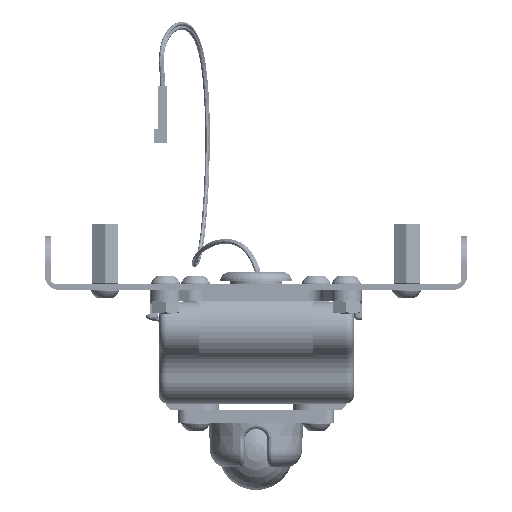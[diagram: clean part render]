
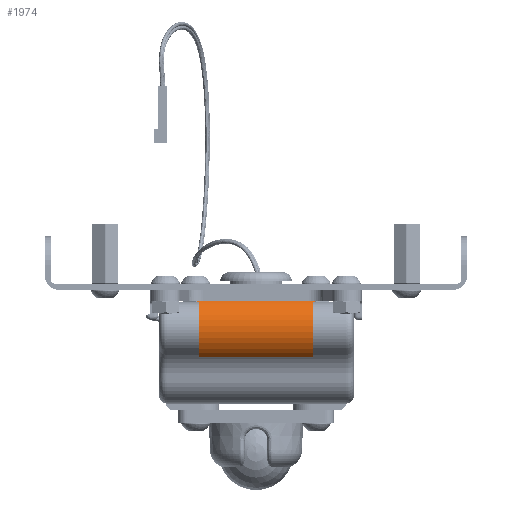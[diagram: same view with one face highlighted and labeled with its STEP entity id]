
A CAD part, front view. The second image highlights one B-rep face of the part: STEP entity #1974.
In plain terms, the highlighted cylindrical face has radius 9.35 mm (diameter 18.7 mm), a partial arc.
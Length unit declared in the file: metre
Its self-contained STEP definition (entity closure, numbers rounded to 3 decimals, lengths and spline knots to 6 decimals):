
#1974 = ADVANCED_FACE( '', ( #4351 ), #4352, .T. );
#4351 = FACE_OUTER_BOUND( '', #8666, .T. );
#4352 = CYLINDRICAL_SURFACE( '', #8667, 0.00935 );
#8666 = EDGE_LOOP( '', ( #14112, #14113, #14114, #14115, #14116, #14117, #14118, #14119, #14120, #14121 ) );
#8667 = AXIS2_PLACEMENT_3D( '', #14122, #14123, #14124 );
#14112 = ORIENTED_EDGE( '', *, *, #16158, .F. );
#14113 = ORIENTED_EDGE( '', *, *, #17706, .F. );
#14114 = ORIENTED_EDGE( '', *, *, #17707, .F. );
#14115 = ORIENTED_EDGE( '', *, *, #17301, .F. );
#14116 = ORIENTED_EDGE( '', *, *, #16279, .F. );
#14117 = ORIENTED_EDGE( '', *, *, #17384, .F. );
#14118 = ORIENTED_EDGE( '', *, *, #17057, .F. );
#14119 = ORIENTED_EDGE( '', *, *, #17305, .F. );
#14120 = ORIENTED_EDGE( '', *, *, #17708, .F. );
#14121 = ORIENTED_EDGE( '', *, *, #17709, .F. );
#14122 = CARTESIAN_POINT( '', ( 0.051, 0.01335, 0.00885 ) );
#14123 = DIRECTION( '', ( 1., 0., 0. ) );
#14124 = DIRECTION( '', ( 0., -0.5, 0.866 ) );
#16158 = EDGE_CURVE( '', #18261, #18263, #18264, .T. );
#16279 = EDGE_CURVE( '', #18473, #18475, #18476, .T. );
#17057 = EDGE_CURVE( '', #19794, #19796, #19797, .T. );
#17301 = EDGE_CURVE( '', #18475, #20162, #20163, .T. );
#17305 = EDGE_CURVE( '', #20168, #19794, #20170, .T. );
#17384 = EDGE_CURVE( '', #19796, #18473, #20289, .T. );
#17706 = EDGE_CURVE( '', #20805, #18261, #20806, .T. );
#17707 = EDGE_CURVE( '', #20162, #20805, #20807, .T. );
#17708 = EDGE_CURVE( '', #20808, #20168, #20809, .T. );
#17709 = EDGE_CURVE( '', #18263, #20808, #20810, .T. );
#18261 = VERTEX_POINT( '', #21706 );
#18263 = VERTEX_POINT( '', #21708 );
#18264 = LINE( '', #21709, #21710 );
#18473 = VERTEX_POINT( '', #22055 );
#18475 = VERTEX_POINT( '', #22058 );
#18476 = B_SPLINE_CURVE_WITH_KNOTS( '', 3, ( #22059, #22060, #22061, #22062 ), .UNSPECIFIED., .F., .F., ( 4, 4 ), ( 0., 1. ), .UNSPECIFIED. );
#19794 = VERTEX_POINT( '', #25988 );
#19796 = VERTEX_POINT( '', #25990 );
#19797 = B_SPLINE_CURVE_WITH_KNOTS( '', 3, ( #25991, #25992, #25993, #25994 ), .UNSPECIFIED., .F., .F., ( 4, 4 ), ( 0., 1. ), .UNSPECIFIED. );
#20162 = VERTEX_POINT( '', #26715 );
#20163 = LINE( '', #26716, #26717 );
#20168 = VERTEX_POINT( '', #26724 );
#20170 = LINE( '', #26727, #26728 );
#20289 = B_SPLINE_CURVE_WITH_KNOTS( '', 1, ( #26967, #26968 ), .UNSPECIFIED., .F., .F., ( 2, 2 ), ( 0., 1. ), .UNSPECIFIED. );
#20805 = VERTEX_POINT( '', #27869 );
#20806 = CIRCLE( '', #27870, 0.00935 );
#20807 = B_SPLINE_CURVE_WITH_KNOTS( '', 3, ( #27871, #27872, #27873, #27874, #27875, #27876, #27877, #27878, #27879, #27880, #27881, #27882, #27883, #27884, #27885, #27886 ), .UNSPECIFIED., .F., .F., ( 4, 1, 1, 1, 1, 1, 1, 1, 1, 1, 1, 1, 1, 4 ), ( 0., 0.03529, 0.071071, 0.107593, 0.14509, 0.183779, 0.223858, 0.328668, 0.450339, 0.569868, 0.725921, 0.863584, 0.954961, 1. ), .UNSPECIFIED. );
#20808 = VERTEX_POINT( '', #27887 );
#20809 = B_SPLINE_CURVE_WITH_KNOTS( '', 3, ( #27888, #27889, #27890, #27891, #27892, #27893, #27894, #27895, #27896, #27897, #27898, #27899, #27900, #27901 ), .UNSPECIFIED., .F., .F., ( 4, 1, 1, 1, 1, 1, 1, 1, 1, 1, 1, 4 ), ( 0., 0.051221, 0.135545, 0.252952, 0.397549, 0.508116, 0.549802, 0.672363, 0.777864, 0.85665, 0.930101, 1. ), .UNSPECIFIED. );
#20810 = CIRCLE( '', #27902, 0.00935 );
#21706 = CARTESIAN_POINT( '', ( 0.021, 0.007739, 0.016329 ) );
#21708 = CARTESIAN_POINT( '', ( 0.051, 0.007739, 0.016329 ) );
#21709 = CARTESIAN_POINT( '', ( 0.051, 0.007739, 0.016329 ) );
#21710 = VECTOR( '', #29124, 1. );
#22055 = CARTESIAN_POINT( '', ( 0.022, 0.007571, 0.0015 ) );
#22058 = CARTESIAN_POINT( '', ( 0.021953, 0.007571, 0.0015 ) );
#22059 = CARTESIAN_POINT( '', ( 0.022, 0.007571, 0.0015 ) );
#22060 = CARTESIAN_POINT( '', ( 0.021984, 0.007571, 0.0015 ) );
#22061 = CARTESIAN_POINT( '', ( 0.021969, 0.007571, 0.0015 ) );
#22062 = CARTESIAN_POINT( '', ( 0.021953, 0.007571, 0.0015 ) );
#25988 = CARTESIAN_POINT( '', ( 0.050047, 0.007571, 0.0015 ) );
#25990 = CARTESIAN_POINT( '', ( 0.05, 0.007571, 0.0015 ) );
#25991 = CARTESIAN_POINT( '', ( 0.050047, 0.007571, 0.0015 ) );
#25992 = CARTESIAN_POINT( '', ( 0.050031, 0.007571, 0.0015 ) );
#25993 = CARTESIAN_POINT( '', ( 0.050016, 0.007571, 0.0015 ) );
#25994 = CARTESIAN_POINT( '', ( 0.05, 0.007571, 0.0015 ) );
#26715 = CARTESIAN_POINT( '', ( 0.02, 0.007571, 0.0015 ) );
#26716 = CARTESIAN_POINT( '', ( 0.051, 0.007571, 0.0015 ) );
#26717 = VECTOR( '', #30467, 1. );
#26724 = CARTESIAN_POINT( '', ( 0.052, 0.007571, 0.0015 ) );
#26727 = CARTESIAN_POINT( '', ( 0.051, 0.007571, 0.0015 ) );
#26728 = VECTOR( '', #30471, 1. );
#26967 = CARTESIAN_POINT( '', ( 0.05, 0.007571, 0.0015 ) );
#26968 = CARTESIAN_POINT( '', ( 0.022, 0.007571, 0.0015 ) );
#27869 = CARTESIAN_POINT( '', ( 0.021, 0.006487, 0.0025 ) );
#27870 = AXIS2_PLACEMENT_3D( '', #31131, #31132, #31133 );
#27871 = CARTESIAN_POINT( '', ( 0.02, 0.00757, 0.0015 ) );
#27872 = CARTESIAN_POINT( '', ( 0.020023, 0.007569, 0.0015 ) );
#27873 = CARTESIAN_POINT( '', ( 0.020069, 0.007568, 0.001501 ) );
#27874 = CARTESIAN_POINT( '', ( 0.020138, 0.007559, 0.001509 ) );
#27875 = CARTESIAN_POINT( '', ( 0.020207, 0.007544, 0.001521 ) );
#27876 = CARTESIAN_POINT( '', ( 0.020275, 0.007523, 0.001538 ) );
#27877 = CARTESIAN_POINT( '', ( 0.020342, 0.007496, 0.00156 ) );
#27878 = CARTESIAN_POINT( '', ( 0.020443, 0.007445, 0.0016 ) );
#27879 = CARTESIAN_POINT( '', ( 0.020573, 0.007355, 0.001674 ) );
#27880 = CARTESIAN_POINT( '', ( 0.020712, 0.00722, 0.00179 ) );
#27881 = CARTESIAN_POINT( '', ( 0.020836, 0.007049, 0.00194 ) );
#27882 = CARTESIAN_POINT( '', ( 0.02093, 0.006865, 0.002113 ) );
#27883 = CARTESIAN_POINT( '', ( 0.020981, 0.006691, 0.002286 ) );
#27884 = CARTESIAN_POINT( '', ( 0.020998, 0.006568, 0.002414 ) );
#27885 = CARTESIAN_POINT( '', ( 0.021, 0.006507, 0.002479 ) );
#27886 = CARTESIAN_POINT( '', ( 0.021, 0.006487, 0.0025 ) );
#27887 = CARTESIAN_POINT( '', ( 0.051, 0.006487, 0.0025 ) );
#27888 = CARTESIAN_POINT( '', ( 0.051, 0.006487, 0.0025 ) );
#27889 = CARTESIAN_POINT( '', ( 0.051001, 0.00651, 0.002475 ) );
#27890 = CARTESIAN_POINT( '', ( 0.051002, 0.00657, 0.002411 ) );
#27891 = CARTESIAN_POINT( '', ( 0.051018, 0.006684, 0.002293 ) );
#27892 = CARTESIAN_POINT( '', ( 0.051062, 0.00684, 0.002137 ) );
#27893 = CARTESIAN_POINT( '', ( 0.05114, 0.007007, 0.001979 ) );
#27894 = CARTESIAN_POINT( '', ( 0.051226, 0.007136, 0.001863 ) );
#27895 = CARTESIAN_POINT( '', ( 0.05132, 0.007251, 0.001763 ) );
#27896 = CARTESIAN_POINT( '', ( 0.051428, 0.007356, 0.001673 ) );
#27897 = CARTESIAN_POINT( '', ( 0.051578, 0.007459, 0.001588 ) );
#27898 = CARTESIAN_POINT( '', ( 0.051724, 0.007525, 0.001536 ) );
#27899 = CARTESIAN_POINT( '', ( 0.051861, 0.007563, 0.001506 ) );
#27900 = CARTESIAN_POINT( '', ( 0.051955, 0.007568, 0.001502 ) );
#27901 = CARTESIAN_POINT( '', ( 0.052, 0.00757, 0.0015 ) );
#27902 = AXIS2_PLACEMENT_3D( '', #31134, #31135, #31136 );
#29124 = DIRECTION( '', ( 1., 0., 0. ) );
#30467 = DIRECTION( '', ( -1., 0., 0. ) );
#30471 = DIRECTION( '', ( -1., 0., 0. ) );
#31131 = CARTESIAN_POINT( '', ( 0.021, 0.01335, 0.00885 ) );
#31132 = DIRECTION( '', ( -1., 0., 0. ) );
#31133 = DIRECTION( '', ( 0., -0.5, 0.866 ) );
#31134 = CARTESIAN_POINT( '', ( 0.051, 0.01335, 0.00885 ) );
#31135 = DIRECTION( '', ( 1., 0., 0. ) );
#31136 = DIRECTION( '', ( 0., -0.5, 0.866 ) );
